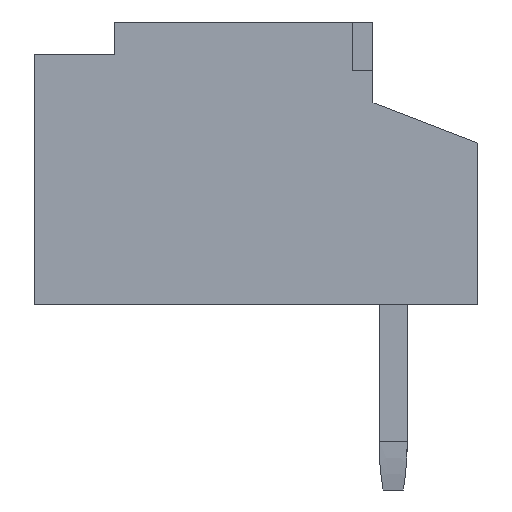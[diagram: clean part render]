
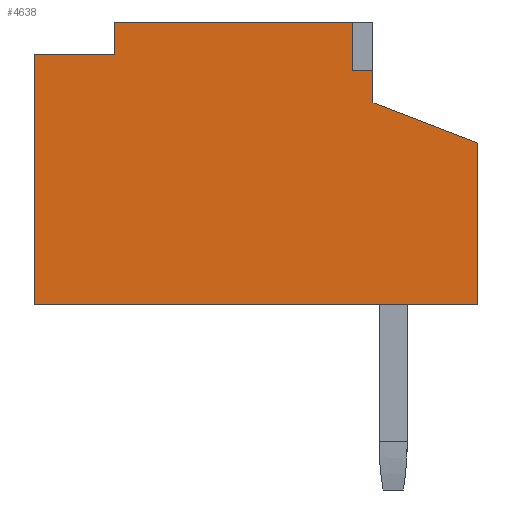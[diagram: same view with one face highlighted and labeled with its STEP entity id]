
A CAD part, left-side view. The second image highlights one B-rep face of the part: STEP entity #4638.
In plain terms, the highlighted planar face has unit normal (-1, 0, 0).
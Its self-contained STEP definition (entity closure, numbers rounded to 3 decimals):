
#9=DIRECTION('',(0.,0.,1.));
#10=VECTOR('',#9,2.);
#11=CARTESIAN_POINT('',(-6.5,-4.525,-1.9));
#12=LINE('',#11,#10);
#25=DIRECTION('',(0.,1.,0.));
#26=VECTOR('',#25,0.25);
#27=CARTESIAN_POINT('',(-6.5,-3.225,1.));
#28=LINE('',#27,#26);
#29=DIRECTION('',(0.,0.,-1.));
#30=VECTOR('',#29,0.4);
#31=CARTESIAN_POINT('',(-6.5,-3.225,1.));
#32=LINE('',#31,#30);
#33=DIRECTION('',(0.,0.933,0.359));
#34=VECTOR('',#33,1.393);
#35=CARTESIAN_POINT('',(-6.5,-4.525,0.1));
#36=LINE('',#35,#34);
#37=DIRECTION('',(0.,1.,0.));
#38=VECTOR('',#37,5.5);
#39=CARTESIAN_POINT('',(-6.5,-4.525,-1.9));
#40=LINE('',#39,#38);
#41=DIRECTION('',(0.,-1.,0.));
#42=VECTOR('',#41,1.);
#43=CARTESIAN_POINT('',(-6.5,0.975,1.2));
#44=LINE('',#43,#42);
#45=DIRECTION('',(0.,0.,-1.));
#46=VECTOR('',#45,0.4);
#47=CARTESIAN_POINT('',(-6.5,-0.025,1.6));
#48=LINE('',#47,#46);
#49=DIRECTION('',(0.,0.,-1.));
#50=VECTOR('',#49,0.6);
#51=CARTESIAN_POINT('',(-6.5,-2.975,1.6));
#52=LINE('',#51,#50);
#197=DIRECTION('',(0.,1.,0.));
#198=VECTOR('',#197,2.95);
#199=CARTESIAN_POINT('',(-6.5,-2.975,1.6));
#200=LINE('',#199,#198);
#349=DIRECTION('',(0.,0.,1.));
#350=VECTOR('',#349,3.1);
#351=CARTESIAN_POINT('',(-6.5,0.975,-1.9));
#352=LINE('',#351,#350);
#3475=CARTESIAN_POINT('',(-6.5,-4.525,-1.9));
#3476=CARTESIAN_POINT('',(-6.5,0.975,-1.9));
#3477=VERTEX_POINT('',#3475);
#3478=VERTEX_POINT('',#3476);
#3507=CARTESIAN_POINT('',(-6.5,-0.025,1.6));
#3508=CARTESIAN_POINT('',(-6.5,-0.025,1.2));
#3509=VERTEX_POINT('',#3507);
#3510=VERTEX_POINT('',#3508);
#3523=CARTESIAN_POINT('',(-6.5,0.975,1.2));
#3524=VERTEX_POINT('',#3523);
#3987=CARTESIAN_POINT('',(-6.5,-4.525,0.1));
#3989=VERTEX_POINT('',#3987);
#3995=CARTESIAN_POINT('',(-6.5,-3.225,0.6));
#3996=VERTEX_POINT('',#3995);
#4103=CARTESIAN_POINT('',(-6.5,-3.225,1.));
#4104=CARTESIAN_POINT('',(-6.5,-2.975,1.));
#4105=VERTEX_POINT('',#4103);
#4106=VERTEX_POINT('',#4104);
#4117=CARTESIAN_POINT('',(-6.5,-2.975,1.6));
#4118=VERTEX_POINT('',#4117);
#4613=CARTESIAN_POINT('',(-6.5,-4.525,-1.9));
#4614=DIRECTION('',(-1.,0.,0.));
#4615=DIRECTION('',(0.,0.,1.));
#4616=AXIS2_PLACEMENT_3D('',#4613,#4614,#4615);
#4617=PLANE('',#4616);
#4619=ORIENTED_EDGE('',*,*,#4618,.F.);
#4621=ORIENTED_EDGE('',*,*,#4620,.T.);
#4622=ORIENTED_EDGE('',*,*,#4589,.F.);
#4623=ORIENTED_EDGE('',*,*,#4562,.F.);
#4625=ORIENTED_EDGE('',*,*,#4624,.T.);
#4627=ORIENTED_EDGE('',*,*,#4626,.T.);
#4629=ORIENTED_EDGE('',*,*,#4628,.T.);
#4631=ORIENTED_EDGE('',*,*,#4630,.F.);
#4633=ORIENTED_EDGE('',*,*,#4632,.F.);
#4635=ORIENTED_EDGE('',*,*,#4634,.T.);
#4636=EDGE_LOOP('',(#4619,#4621,#4622,#4623,#4625,#4627,#4629,#4631,#4633,
#4635));
#4637=FACE_OUTER_BOUND('',#4636,.F.);
#4638=ADVANCED_FACE('',(#4637),#4617,.T.);
#4562=EDGE_CURVE('',#3477,#3989,#12,.T.);
#4589=EDGE_CURVE('',#3989,#3996,#36,.T.);
#4618=EDGE_CURVE('',#4105,#4106,#28,.T.);
#4620=EDGE_CURVE('',#4105,#3996,#32,.T.);
#4624=EDGE_CURVE('',#3477,#3478,#40,.T.);
#4626=EDGE_CURVE('',#3478,#3524,#352,.T.);
#4628=EDGE_CURVE('',#3524,#3510,#44,.T.);
#4630=EDGE_CURVE('',#3509,#3510,#48,.T.);
#4632=EDGE_CURVE('',#4118,#3509,#200,.T.);
#4634=EDGE_CURVE('',#4118,#4106,#52,.T.);
